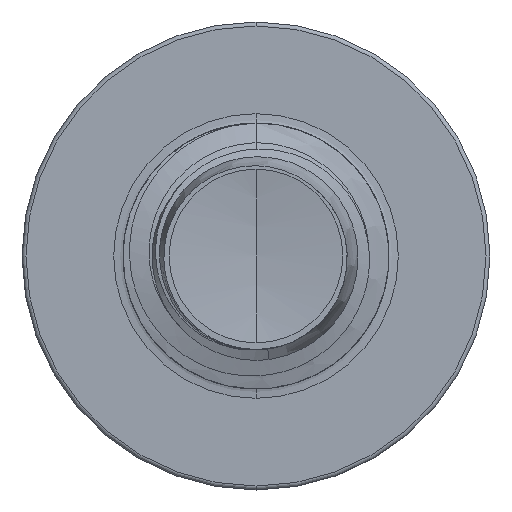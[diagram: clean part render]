
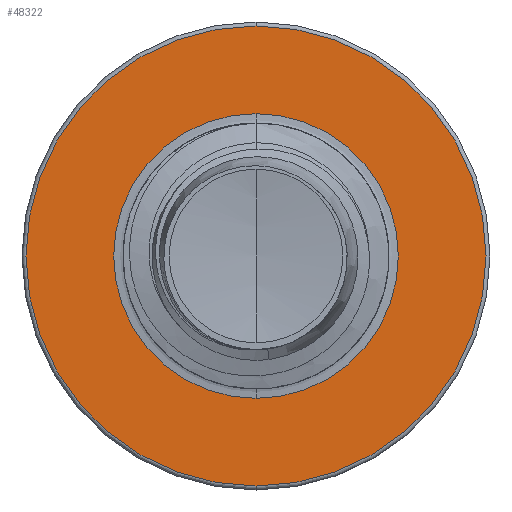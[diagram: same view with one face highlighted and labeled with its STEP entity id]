
A CAD part, front view. The second image highlights one B-rep face of the part: STEP entity #48322.
In plain terms, the highlighted planar face has unit normal (0, -1, 0).
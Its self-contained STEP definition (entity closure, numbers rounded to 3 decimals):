
#2891 = CARTESIAN_POINT ( 'NONE',  ( 0., 32.5, 0. ) ) ;
#3096 = AXIS2_PLACEMENT_3D ( 'NONE', #33014, #3115, #37469 ) ;
#3115 = DIRECTION ( 'NONE',  ( 0., 1., 0. ) ) ;
#4345 = ORIENTED_EDGE ( 'NONE', *, *, #24885, .T. ) ;
#5880 = CIRCLE ( 'NONE', #13856, 2.677 ) ;
#8095 = DIRECTION ( 'NONE',  ( 0., 0., 1. ) ) ;
#8806 = ORIENTED_EDGE ( 'NONE', *, *, #20404, .T. ) ;
#9111 = EDGE_LOOP ( 'NONE', ( #4345, #8806 ) ) ;
#9485 = DIRECTION ( 'NONE',  ( 0., 1., 0. ) ) ;
#9973 = AXIS2_PLACEMENT_3D ( 'NONE', #60647, #9485, #42806 ) ;
#13033 = FACE_BOUND ( 'NONE', #9111, .T. ) ;
#13856 = AXIS2_PLACEMENT_3D ( 'NONE', #44746, #16844, #49030 ) ;
#16844 = DIRECTION ( 'NONE',  ( 0., 1., 0. ) ) ;
#17011 = CIRCLE ( 'NONE', #33201, 2.677 ) ;
#20404 = EDGE_CURVE ( 'NONE', #29089, #30147, #5880, .T. ) ;
#20494 = AXIS2_PLACEMENT_3D ( 'NONE', #2891, #37276, #8095 ) ;
#20635 = DIRECTION ( 'NONE',  ( 0., 1., 0. ) ) ;
#20981 = CARTESIAN_POINT ( 'NONE',  ( 0., 32.5, 2.677 ) ) ;
#21686 = CIRCLE ( 'NONE', #20494, 4.325 ) ;
#23449 = CARTESIAN_POINT ( 'NONE',  ( 0., 32.5, 4.325 ) ) ;
#23643 = EDGE_CURVE ( 'NONE', #45879, #46326, #21686, .T. ) ;
#23746 = EDGE_CURVE ( 'NONE', #46326, #45879, #57861, .T. ) ;
#24885 = EDGE_CURVE ( 'NONE', #30147, #29089, #17011, .T. ) ;
#27072 = EDGE_LOOP ( 'NONE', ( #32986, #39230 ) ) ;
#29089 = VERTEX_POINT ( 'NONE', #50956 ) ;
#30147 = VERTEX_POINT ( 'NONE', #20981 ) ;
#32183 = CARTESIAN_POINT ( 'NONE',  ( 0., 32.5, -4.325 ) ) ;
#32986 = ORIENTED_EDGE ( 'NONE', *, *, #23746, .F. ) ;
#33014 = CARTESIAN_POINT ( 'NONE',  ( 0., 32.5, 0. ) ) ;
#33201 = AXIS2_PLACEMENT_3D ( 'NONE', #47961, #20635, #52300 ) ;
#37276 = DIRECTION ( 'NONE',  ( 0., 1., 0. ) ) ;
#37469 = DIRECTION ( 'NONE',  ( 0., 0., 1. ) ) ;
#39230 = ORIENTED_EDGE ( 'NONE', *, *, #23643, .F. ) ;
#42806 = DIRECTION ( 'NONE',  ( 0., 0., 1. ) ) ;
#44746 = CARTESIAN_POINT ( 'NONE',  ( 0., 32.5, 0. ) ) ;
#45879 = VERTEX_POINT ( 'NONE', #32183 ) ;
#46326 = VERTEX_POINT ( 'NONE', #23449 ) ;
#47961 = CARTESIAN_POINT ( 'NONE',  ( 0., 32.5, 0. ) ) ;
#48322 = ADVANCED_FACE ( 'NONE', ( #49940, #13033 ), #59829, .F. ) ;
#49030 = DIRECTION ( 'NONE',  ( 0., 0., 1. ) ) ;
#49940 = FACE_OUTER_BOUND ( 'NONE', #27072, .T. ) ;
#50956 = CARTESIAN_POINT ( 'NONE',  ( 0., 32.5, -2.677 ) ) ;
#52300 = DIRECTION ( 'NONE',  ( 0., 0., 1. ) ) ;
#57861 = CIRCLE ( 'NONE', #3096, 4.325 ) ;
#59829 = PLANE ( 'NONE',  #9973 ) ;
#60647 = CARTESIAN_POINT ( 'NONE',  ( 0., 32.5, -2.677 ) ) ;
